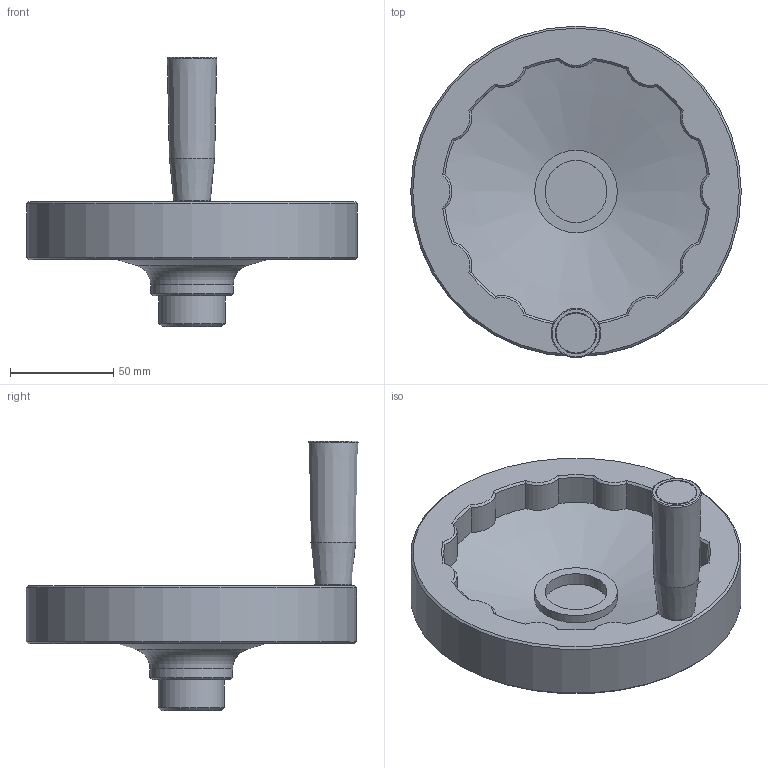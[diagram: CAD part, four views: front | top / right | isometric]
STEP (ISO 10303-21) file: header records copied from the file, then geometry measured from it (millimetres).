
FILE_DESCRIPTION( ( 'Unknown' ), '1' );
FILE_NAME( '6380015_SHA160_MEP.stp', 'Unknown', ( 'Unknown' ), ( 'Unknown' ), 'PSStep 11.0', 'Unknown', ' ' );
FILE_SCHEMA( ( 'AUTOMOTIVE_DESIGN { 1 0 10303 214 1 1 1 1 }' ) );
Length unit declared in the file: millimetre
Products named in the file (1): 1831150
Bounding box: 160 x 160.69 x 130.5 mm (x, y, z)
Volume: 256376.8 mm3; surface area: 101466 mm2
Topology: 1 solids, 4 shells, 204 faces, 475 edges, 293 vertices
Faces by surface type: plane 95, cylinder 56, cone 45, torus 7, bspline 1
Full cylindrical faces by diameter (mm): 1.607 x1, 6 x1, 6.5 x1, 6.6 x1, 6.647 x2, 6.71 x1, 7.9 x1, 10 x2, 11 x1, 15.421 x1, 18.404 x1, 19.627 x1, 19.7 x1, 20 x1, 30 x1, 32 x1, 40 x2, 150.2 x1, 160 x1
Entity records: 7562 total; most frequent: CARTESIAN_POINT 1432, DIRECTION 1006, ORIENTED_EDGE 834, AXIS2_PLACEMENT_3D 426, EDGE_CURVE 417, VERTEX_POINT 279, EDGE_LOOP 265, FACE_OUTER_BOUND 232
